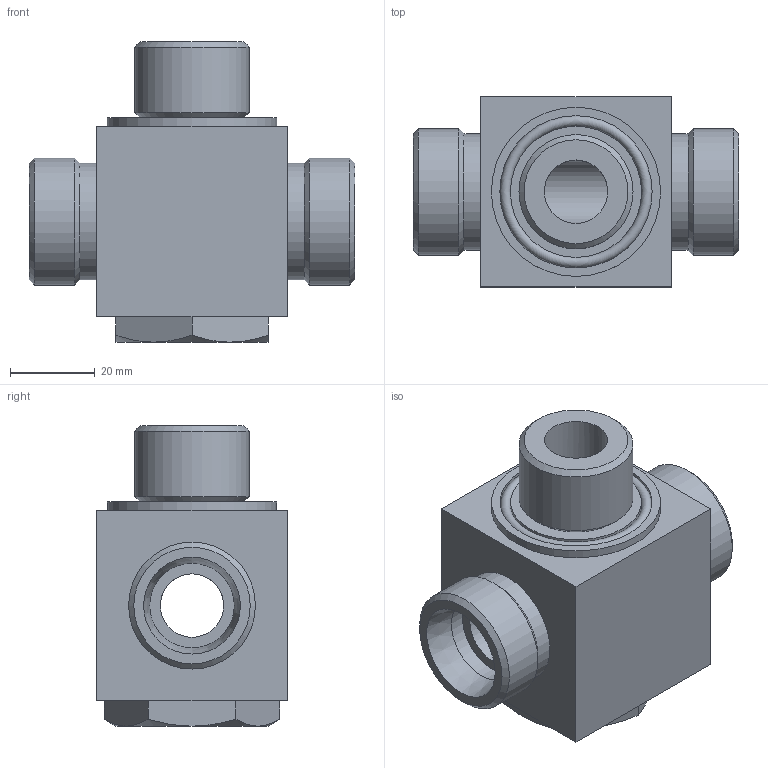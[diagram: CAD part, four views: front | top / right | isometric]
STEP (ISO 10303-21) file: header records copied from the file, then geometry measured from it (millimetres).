
FILE_DESCRIPTION(/* description */ ('STEP AP203'),/* implementation_level */ '2;1');
FILE_NAME(/* name */ 'Swivel Body TSKVM 20-01',/* time_stamp */ '2025-01-16T09:44:56+01:00',/* author */ ('License CC BY-ND 4.0'),/* organization */ ('CADENAS'),/* preprocessor_version */ 'ST-DEVELOPER v19.3',/* originating_system */ 'PARTsolutions',/* authorisation */ ' ');
FILE_SCHEMA (('CONFIG_CONTROL_DESIGN'));
Length unit declared in the file: millimetre
Products named in the file (1): Schwenkkoerper TSKVM 20-01
Bounding box: 77 x 45 x 71 mm (x, y, z)
Volume: 108359.1 mm3; surface area: 23097.2 mm2
Topology: 1 solids, 1 shells, 47 faces, 97 edges, 60 vertices
Faces by surface type: plane 20, cone 14, cylinder 12, torus 1
Full cylindrical faces by diameter (mm): 15 x2, 20 x2, 27 x1, 27.546 x2, 30 x2, 31 x1, 36 x1, 40 x1
Entity records: 1481 total; most frequent: CARTESIAN_POINT 218, DIRECTION 194, ORIENTED_EDGE 146, AXIS2_PLACEMENT_3D 85, EDGE_LOOP 80, FACE_BOUND 80, EDGE_CURVE 73, VERTEX_POINT 57
